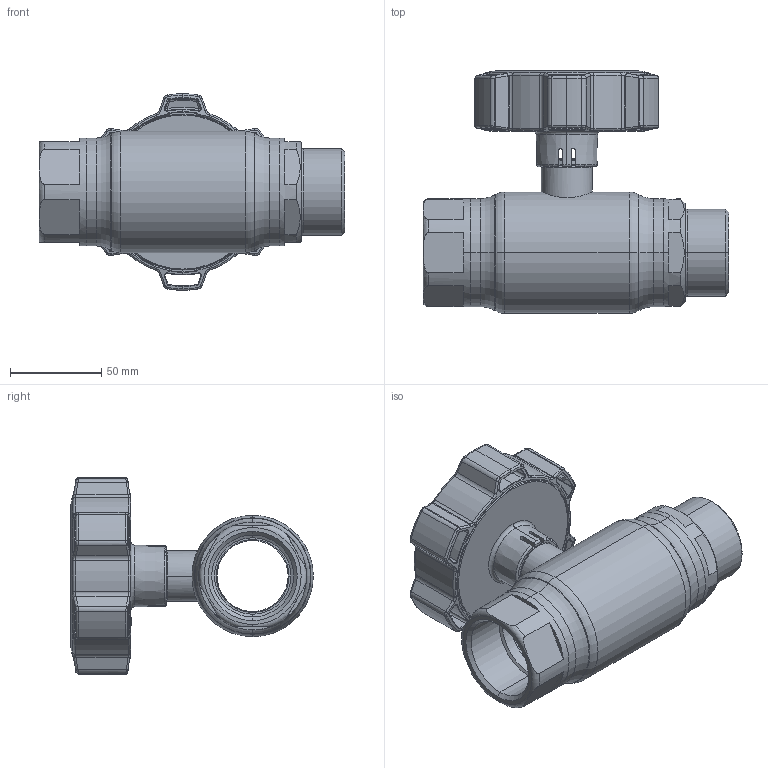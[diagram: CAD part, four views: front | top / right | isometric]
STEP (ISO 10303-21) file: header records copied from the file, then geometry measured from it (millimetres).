
FILE_DESCRIPTION (( 'STEP AP214' ), '1' );
FILE_NAME ('2040002400-0200.step', '2024-01-11T11:22:24', ( '' ), ( '' ), 'SwSTEP 2.0', 'SolidWorks 2021', '' );
FILE_SCHEMA (( 'AUTOMOTIVE_DESIGN' ));
Length unit declared in the file: millimetre
Products named in the file (1): 2040002400-0200
Bounding box: 168 x 133.34 x 107.98 mm (x, y, z)
Surface area: 90787.2 mm2 (no closed solid volume)
Topology: 0 solids, 10 shells, 531 faces, 1520 edges, 967 vertices
Faces by surface type: bspline 158, plane 124, cylinder 119, torus 73, cone 51, sphere 6
Entity records: 31455 total; most frequent: CARTESIAN_POINT 13228, ORIENTED_EDGE 2715, DIRECTION 2222, EDGE_CURVE 1520, VERTEX_POINT 967, AXIS2_PLACEMENT_3D 871, EDGE_LOOP 562, UNCERTAINTY_MEASURE_WITH_UNIT 533
